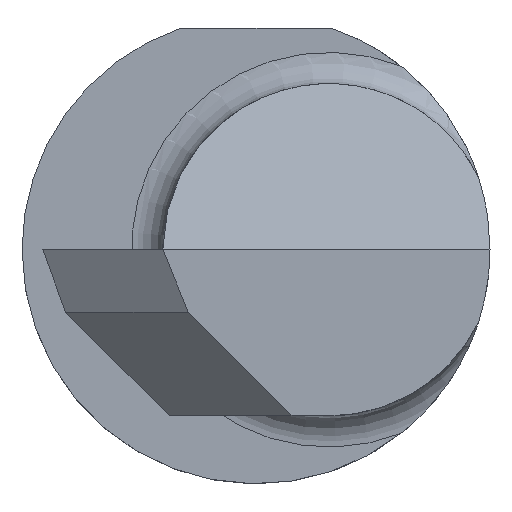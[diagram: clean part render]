
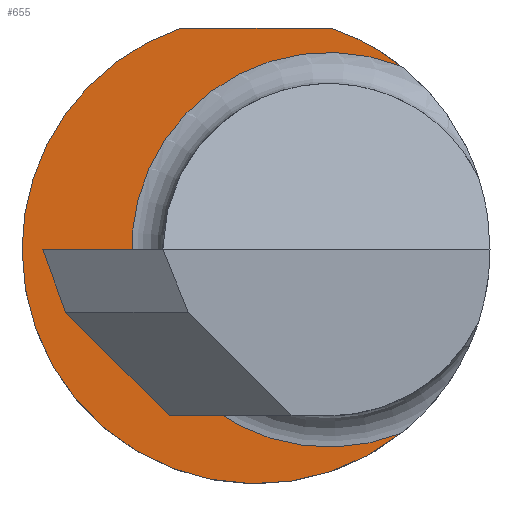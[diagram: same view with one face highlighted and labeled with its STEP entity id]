
A CAD part, left-side view. The second image highlights one B-rep face of the part: STEP entity #655.
In plain terms, the highlighted planar face has unit normal (-1, 0, 0).
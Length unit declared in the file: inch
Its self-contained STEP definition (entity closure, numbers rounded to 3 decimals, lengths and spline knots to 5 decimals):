
#3 = DIRECTION ( 'NONE',  ( -1., 0., 0. ) ) ;
#8 = CARTESIAN_POINT ( 'NONE',  ( -1.1, 0., 0. ) ) ;
#12 = ORIENTED_EDGE ( 'NONE', *, *, #548, .F. ) ;
#19 = AXIS2_PLACEMENT_3D ( 'NONE', #621, #3, #541 ) ;
#26 = DIRECTION ( 'NONE',  ( 0., -1., 0. ) ) ;
#33 = DIRECTION ( 'NONE',  ( 1., 0., 0. ) ) ;
#57 = DIRECTION ( 'NONE',  ( -1., 0., 0. ) ) ;
#89 = CARTESIAN_POINT ( 'NONE',  ( -1.1, -0.11603, 0.1471 ) ) ;
#90 = ORIENTED_EDGE ( 'NONE', *, *, #312, .F. ) ;
#128 = EDGE_CURVE ( 'NONE', #728, #769, #587, .T. ) ;
#143 = DIRECTION ( 'NONE',  ( 0., -1., 0. ) ) ;
#146 = AXIS2_PLACEMENT_3D ( 'NONE', #148, #272, #143 ) ;
#148 = CARTESIAN_POINT ( 'NONE',  ( -1.1, 0., 0. ) ) ;
#149 = VERTEX_POINT ( 'NONE', #673 ) ;
#159 = PLANE ( 'NONE',  #19 ) ;
#216 = DIRECTION ( 'NONE',  ( 0., -1., 0. ) ) ;
#248 = ORIENTED_EDGE ( 'NONE', *, *, #451, .T. ) ;
#272 = DIRECTION ( 'NONE',  ( 1., 0., 0. ) ) ;
#275 = DIRECTION ( 'NONE',  ( 1., 0., 0. ) ) ;
#279 = VERTEX_POINT ( 'NONE', #552 ) ;
#282 = CIRCLE ( 'NONE', #146, 0.18735 ) ;
#312 = EDGE_CURVE ( 'NONE', #279, #403, #282, .T. ) ;
#384 = VECTOR ( 'NONE', #643, 39.37008 ) ;
#397 = AXIS2_PLACEMENT_3D ( 'NONE', #875, #57, #862 ) ;
#403 = VERTEX_POINT ( 'NONE', #89 ) ;
#404 = CARTESIAN_POINT ( 'NONE',  ( -1.1, 0.18735, 0. ) ) ;
#417 = EDGE_LOOP ( 'NONE', ( #453, #90, #248, #12, #607 ) ) ;
#451 = EDGE_CURVE ( 'NONE', #279, #149, #634, .T. ) ;
#453 = ORIENTED_EDGE ( 'NONE', *, *, #795, .F. ) ;
#468 = CIRCLE ( 'NONE', #397, 0.158 ) ;
#493 = CIRCLE ( 'NONE', #839, 0.18735 ) ;
#509 = AXIS2_PLACEMENT_3D ( 'NONE', #709, #33, #26 ) ;
#541 = DIRECTION ( 'NONE',  ( 0., -1., 0. ) ) ;
#548 = EDGE_CURVE ( 'NONE', #769, #149, #493, .T. ) ;
#552 = CARTESIAN_POINT ( 'NONE',  ( -1.1, -0.06039, 0.17735 ) ) ;
#587 = CIRCLE ( 'NONE', #509, 0.18735 ) ;
#595 = CARTESIAN_POINT ( 'NONE',  ( -1.1, -0.11603, -0.1471 ) ) ;
#607 = ORIENTED_EDGE ( 'NONE', *, *, #128, .F. ) ;
#621 = CARTESIAN_POINT ( 'NONE',  ( -1.1, 0.18735, 0. ) ) ;
#634 = LINE ( 'NONE', #780, #384 ) ;
#643 = DIRECTION ( 'NONE',  ( 0., 1., 0. ) ) ;
#655 = ADVANCED_FACE ( 'NONE', ( #770 ), #159, .T. ) ;
#673 = CARTESIAN_POINT ( 'NONE',  ( -1.1, 0.06039, 0.17735 ) ) ;
#709 = CARTESIAN_POINT ( 'NONE',  ( -1.1, 0., 0. ) ) ;
#728 = VERTEX_POINT ( 'NONE', #595 ) ;
#769 = VERTEX_POINT ( 'NONE', #404 ) ;
#770 = FACE_OUTER_BOUND ( 'NONE', #417, .T. ) ;
#780 = CARTESIAN_POINT ( 'NONE',  ( -1.1, 0.21235, 0.17735 ) ) ;
#795 = EDGE_CURVE ( 'NONE', #403, #728, #468, .T. ) ;
#839 = AXIS2_PLACEMENT_3D ( 'NONE', #8, #275, #216 ) ;
#862 = DIRECTION ( 'NONE',  ( 0., -1., 0. ) ) ;
#875 = CARTESIAN_POINT ( 'NONE',  ( -1.1, -0.05835, 0. ) ) ;
